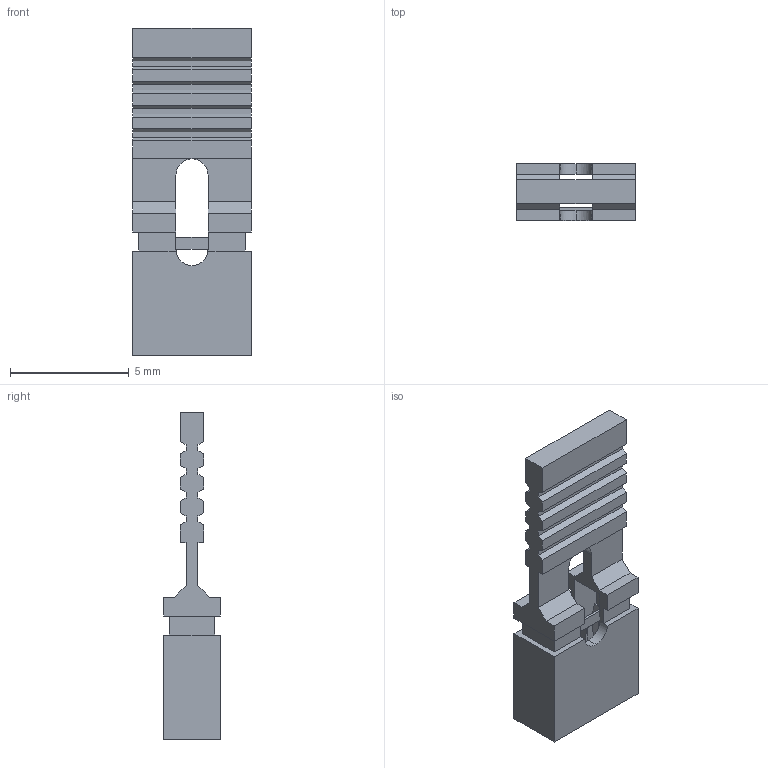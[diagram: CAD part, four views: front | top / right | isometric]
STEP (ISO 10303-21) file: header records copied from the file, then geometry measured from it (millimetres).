
FILE_DESCRIPTION (( 'STEP AP214' ), '1' );
FILE_NAME ('F80061C5-F6B4-4653-9B00-26DA8397644E.STEP', '2022-09-17T16:38:24', ( '' ), ( '' ), 'SwSTEP 2.0', 'SolidWorks 2022', '' );
FILE_SCHEMA (( 'AUTOMOTIVE_DESIGN' ));
Length unit declared in the file: millimetre
Products named in the file (1): F80061C5-F6B4-4653-9B00-26DA8397644E
Bounding box: 5 x 2.4 x 13.82 mm (x, y, z)
Volume: 63 mm3; surface area: 323.5 mm2
Topology: 2 solids, 2 shells, 143 faces, 420 edges, 279 vertices
Faces by surface type: plane 138, cylinder 5
Entity records: 4732 total; most frequent: CARTESIAN_POINT 871, ORIENTED_EDGE 840, DIRECTION 713, EDGE_CURVE 420, VECTOR 397, LINE 397, VERTEX_POINT 280, AXIS2_PLACEMENT_3D 158
